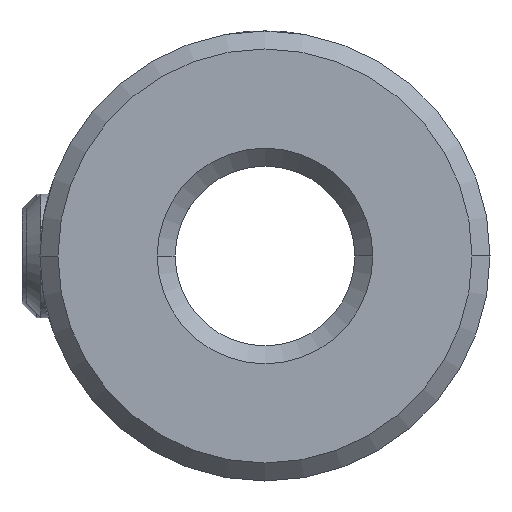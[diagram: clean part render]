
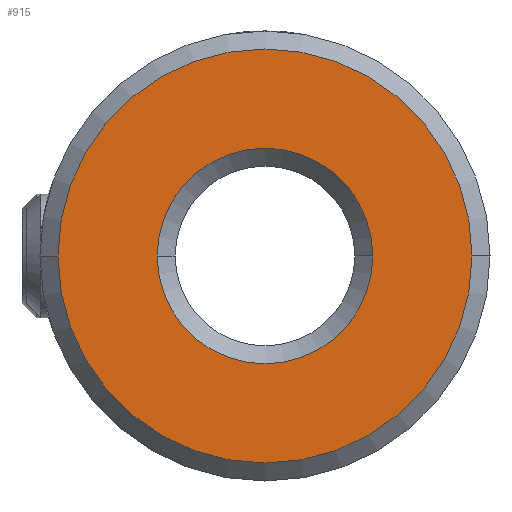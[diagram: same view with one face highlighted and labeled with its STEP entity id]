
A CAD part, left-side view. The second image highlights one B-rep face of the part: STEP entity #915.
In plain terms, the highlighted planar face has unit normal (-1, 0, 0).
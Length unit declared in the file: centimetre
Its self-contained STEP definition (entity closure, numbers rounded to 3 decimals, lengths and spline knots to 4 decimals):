
#207=PLANE('',#1959);
#273=VERTEX_POINT('',#1496);
#275=VERTEX_POINT('',#1500);
#286=VERTEX_POINT('',#1535);
#287=VERTEX_POINT('',#1537);
#321=CIRCLE('',#1918,0.1438);
#327=CIRCLE('',#1929,0.0749);
#332=CIRCLE('',#1945,0.0749);
#339=CIRCLE('',#1958,0.1438);
#413=EDGE_CURVE('',#273,#275,#321,.F.);
#435=EDGE_CURVE('',#287,#286,#327,.F.);
#458=EDGE_CURVE('',#286,#287,#332,.F.);
#465=EDGE_CURVE('',#275,#273,#339,.F.);
#714=ORIENTED_EDGE('',*,*,#458,.F.);
#715=ORIENTED_EDGE('',*,*,#435,.F.);
#716=ORIENTED_EDGE('',*,*,#413,.T.);
#717=ORIENTED_EDGE('',*,*,#465,.T.);
#786=EDGE_LOOP('',(#714,#715));
#787=EDGE_LOOP('',(#716,#717));
#856=FACE_BOUND('',#786,.T.);
#857=FACE_BOUND('',#787,.T.);
#915=ADVANCED_FACE('',(#856,#857),#207,.T.);
#1068=DIRECTION('',(1.,0.,0.));
#1069=DIRECTION('',(0.,0.144,0.));
#1104=DIRECTION('',(1.,0.,0.));
#1105=DIRECTION('',(0.,0.075,0.));
#1144=DIRECTION('',(1.,0.,0.));
#1145=DIRECTION('',(0.,0.075,0.));
#1169=DIRECTION('',(1.,0.,0.));
#1170=DIRECTION('',(0.,0.144,0.));
#1171=DIRECTION('',(-1.,0.,0.));
#1496=CARTESIAN_POINT('',(-0.2188,0.1438,0.));
#1500=CARTESIAN_POINT('',(-0.2188,-0.1438,0.));
#1501=CARTESIAN_POINT('',(-0.2188,0.,0.));
#1535=CARTESIAN_POINT('',(-0.2188,0.0749,0.));
#1537=CARTESIAN_POINT('',(-0.2188,-0.0749,0.));
#1538=CARTESIAN_POINT('',(-0.2188,0.,0.));
#1852=CARTESIAN_POINT('',(-0.2188,0.,0.));
#1865=CARTESIAN_POINT('',(-0.2188,0.,0.));
#1866=CARTESIAN_POINT('',(-0.2188,0.1093,0.));
#1918=AXIS2_PLACEMENT_3D('',#1501,#1068,#1069);
#1929=AXIS2_PLACEMENT_3D('',#1538,#1104,#1105);
#1945=AXIS2_PLACEMENT_3D('',#1852,#1144,#1145);
#1958=AXIS2_PLACEMENT_3D('',#1865,#1169,#1170);
#1959=AXIS2_PLACEMENT_3D('',#1866,#1171,$);
